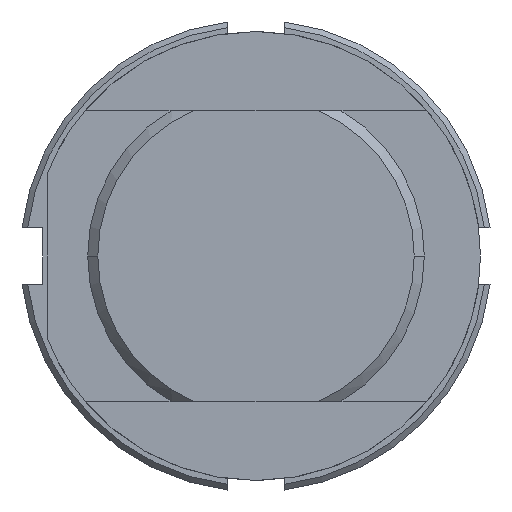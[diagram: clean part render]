
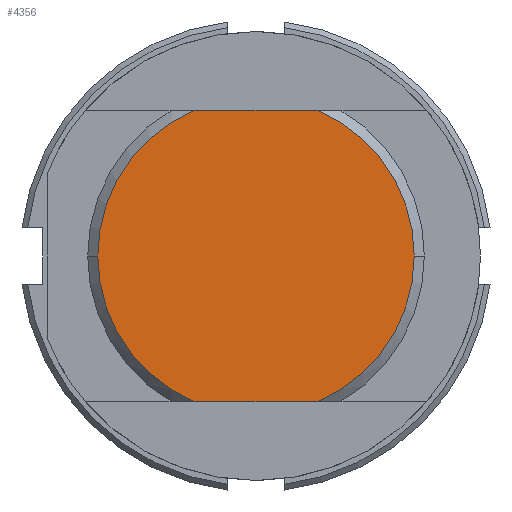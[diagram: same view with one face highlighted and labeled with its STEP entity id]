
A CAD part, front view. The second image highlights one B-rep face of the part: STEP entity #4356.
In plain terms, the highlighted planar face has unit normal (0, -1, 0).
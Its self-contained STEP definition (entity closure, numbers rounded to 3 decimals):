
#3520=CARTESIAN_POINT('',(14.1,0.0,0.));
#3521=VERTEX_POINT('',#3520);
#3528=CARTESIAN_POINT('',(5.46,0.0,-13.0));
#3529=VERTEX_POINT('',#3528);
#3530=CARTESIAN_POINT('',(0.0,0.0,0.0));
#3531=DIRECTION('',(0.0,1.0,0.0));
#3532=DIRECTION('',(1.0,0.0,0.0));
#3533=AXIS2_PLACEMENT_3D('',#3530,#3531,#3532);
#3534=CIRCLE('',#3533,14.1);
#3535=EDGE_CURVE('',#3521,#3529,#3534,.T.);
#3609=CARTESIAN_POINT('',(-14.1,0.0,0.));
#3610=VERTEX_POINT('',#3609);
#3617=CARTESIAN_POINT('',(-5.46,0.0,13.0));
#3618=VERTEX_POINT('',#3617);
#3619=CARTESIAN_POINT('',(0.0,0.0,0.0));
#3620=DIRECTION('',(0.0,1.0,0.0));
#3621=DIRECTION('',(-1.0,0.0,0.0));
#3622=AXIS2_PLACEMENT_3D('',#3619,#3620,#3621);
#3623=CIRCLE('',#3622,14.1);
#3624=EDGE_CURVE('',#3610,#3618,#3623,.T.);
#3658=CARTESIAN_POINT('',(-5.46,0.0,-13.0));
#3659=VERTEX_POINT('',#3658);
#3673=CARTESIAN_POINT('',(0.0,0.0,0.0));
#3674=DIRECTION('',(0.0,1.0,0.0));
#3675=DIRECTION('',(-1.0,0.0,0.0));
#3676=AXIS2_PLACEMENT_3D('',#3673,#3674,#3675);
#3677=CIRCLE('',#3676,14.1);
#3678=EDGE_CURVE('',#3659,#3610,#3677,.T.);
#3714=CARTESIAN_POINT('',(5.46,0.0,13.0));
#3715=VERTEX_POINT('',#3714);
#3716=CARTESIAN_POINT('',(5.46,0.0,13.0));
#3717=DIRECTION('',(-1.0,0.0,0.0));
#3718=VECTOR('',#3717,10.92);
#3719=LINE('',#3716,#3718);
#3720=EDGE_CURVE('',#3715,#3618,#3719,.T.);
#3778=CARTESIAN_POINT('',(0.0,0.0,0.0));
#3779=DIRECTION('',(0.0,1.0,0.0));
#3780=DIRECTION('',(1.0,0.0,0.0));
#3781=AXIS2_PLACEMENT_3D('',#3778,#3779,#3780);
#3782=CIRCLE('',#3781,14.1);
#3783=EDGE_CURVE('',#3715,#3521,#3782,.T.);
#3860=CARTESIAN_POINT('',(-5.46,0.0,-13.0));
#3861=DIRECTION('',(1.0,0.0,0.0));
#3862=VECTOR('',#3861,10.92);
#3863=LINE('',#3860,#3862);
#3864=EDGE_CURVE('',#3659,#3529,#3863,.T.);
#4343=CARTESIAN_POINT('',(-7.5,0.0,0.0));
#4344=DIRECTION('',(0.0,-1.0,0.0));
#4345=DIRECTION('',(0.0,0.0,-1.0));
#4346=AXIS2_PLACEMENT_3D('',#4343,#4344,#4345);
#4347=PLANE('',#4346);
#4348=ORIENTED_EDGE('',*,*,#3678,.F.);
#4349=ORIENTED_EDGE('',*,*,#3864,.T.);
#4350=ORIENTED_EDGE('',*,*,#3535,.F.);
#4351=ORIENTED_EDGE('',*,*,#3783,.F.);
#4352=ORIENTED_EDGE('',*,*,#3720,.T.);
#4353=ORIENTED_EDGE('',*,*,#3624,.F.);
#4354=EDGE_LOOP('',(#4348,#4349,#4350,#4351,#4352,#4353));
#4355=FACE_OUTER_BOUND('',#4354,.T.);
#4356=ADVANCED_FACE('',(#4355),#4347,.T.);
